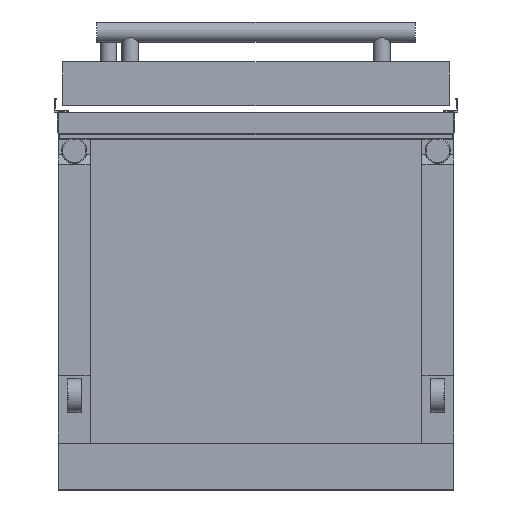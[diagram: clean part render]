
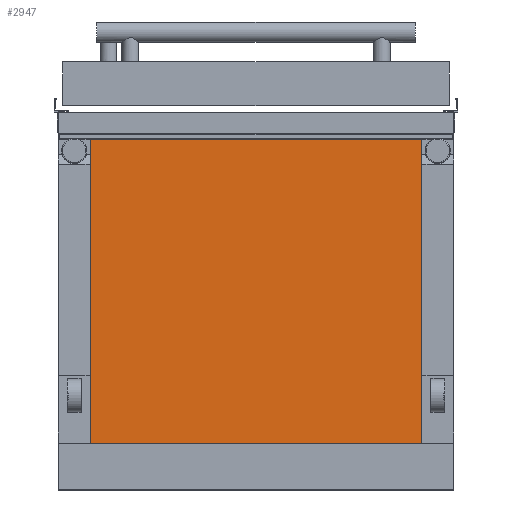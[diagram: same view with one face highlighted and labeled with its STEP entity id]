
A CAD part, front view. The second image highlights one B-rep face of the part: STEP entity #2947.
In plain terms, the highlighted planar face has unit normal (0, -1, 0).
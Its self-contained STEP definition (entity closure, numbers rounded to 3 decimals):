
#681 = VECTOR ( 'NONE', #1763, 1000. ) ;
#861 = ORIENTED_EDGE ( 'NONE', *, *, #1869, .T. ) ;
#1710 = LINE ( 'NONE', #9194, #11103 ) ;
#1763 = DIRECTION ( 'NONE',  ( 0., 0., 1. ) ) ;
#1869 = EDGE_CURVE ( 'NONE', #10173, #10372, #11810, .T. ) ;
#1975 = EDGE_CURVE ( 'NONE', #8699, #10372, #9470, .T. ) ;
#2062 = LINE ( 'NONE', #10052, #9082 ) ;
#2233 = CARTESIAN_POINT ( 'NONE',  ( 246., -990.85, 240. ) ) ;
#2599 = CARTESIAN_POINT ( 'NONE',  ( 246., -990.85, -210.4 ) ) ;
#2947 = ADVANCED_FACE ( 'NONE', ( #3518 ), #5278, .F. ) ;
#3134 = ORIENTED_EDGE ( 'NONE', *, *, #11256, .F. ) ;
#3518 = FACE_OUTER_BOUND ( 'NONE', #6716, .T. ) ;
#3673 = CARTESIAN_POINT ( 'NONE',  ( -246., -990.85, -280. ) ) ;
#3791 = DIRECTION ( 'NONE',  ( -1., 0., 0. ) ) ;
#4990 = DIRECTION ( 'NONE',  ( 0., 0., 1. ) ) ;
#5106 = VERTEX_POINT ( 'NONE', #2599 ) ;
#5278 = PLANE ( 'NONE',  #8243 ) ;
#5945 = ORIENTED_EDGE ( 'NONE', *, *, #1975, .F. ) ;
#6716 = EDGE_LOOP ( 'NONE', ( #11960, #861, #5945, #3134 ) ) ;
#7388 = DIRECTION ( 'NONE',  ( 0., 1., 0. ) ) ;
#8183 = EDGE_CURVE ( 'NONE', #5106, #10173, #2062, .T. ) ;
#8239 = DIRECTION ( 'NONE',  ( -1., 0., 0. ) ) ;
#8243 = AXIS2_PLACEMENT_3D ( 'NONE', #11503, #7388, #11411 ) ;
#8679 = CARTESIAN_POINT ( 'NONE',  ( -246., -990.85, -210.4 ) ) ;
#8699 = VERTEX_POINT ( 'NONE', #8679 ) ;
#9082 = VECTOR ( 'NONE', #4990, 1000. ) ;
#9194 = CARTESIAN_POINT ( 'NONE',  ( -293., -990.85, -210.4 ) ) ;
#9470 = LINE ( 'NONE', #3673, #681 ) ;
#9573 = VECTOR ( 'NONE', #3791, 1000. ) ;
#9800 = CARTESIAN_POINT ( 'NONE',  ( -246., -990.85, 240. ) ) ;
#10052 = CARTESIAN_POINT ( 'NONE',  ( 246., -990.85, -280. ) ) ;
#10173 = VERTEX_POINT ( 'NONE', #2233 ) ;
#10372 = VERTEX_POINT ( 'NONE', #9800 ) ;
#11103 = VECTOR ( 'NONE', #8239, 1000. ) ;
#11256 = EDGE_CURVE ( 'NONE', #5106, #8699, #1710, .T. ) ;
#11411 = DIRECTION ( 'NONE',  ( 0., 0., 1. ) ) ;
#11503 = CARTESIAN_POINT ( 'NONE',  ( -246., -990.85, -280. ) ) ;
#11810 = LINE ( 'NONE', #12679, #9573 ) ;
#11960 = ORIENTED_EDGE ( 'NONE', *, *, #8183, .T. ) ;
#12679 = CARTESIAN_POINT ( 'NONE',  ( -246., -990.85, 240. ) ) ;
